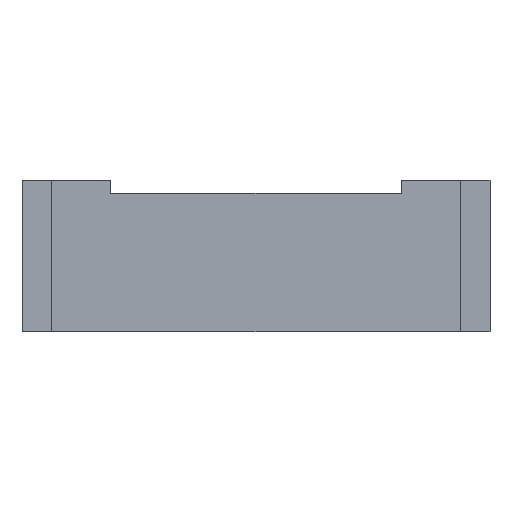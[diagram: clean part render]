
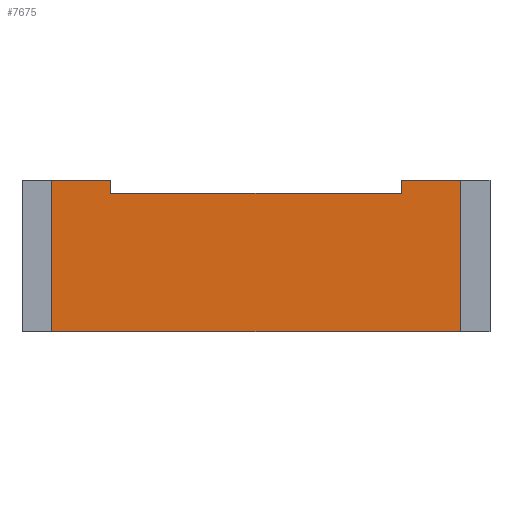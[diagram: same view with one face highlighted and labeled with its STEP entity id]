
A CAD part, front view. The second image highlights one B-rep face of the part: STEP entity #7675.
In plain terms, the highlighted planar face has unit normal (0, -1, 0).
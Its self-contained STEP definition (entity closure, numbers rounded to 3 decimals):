
#1159=FACE_OUTER_BOUND('',#1618,.T.);
#1618=EDGE_LOOP('',(#7033,#7034,#7035,#7036,#7037,#7038,#7039,#7040));
#1944=LINE('',#12128,#2616);
#1946=LINE('',#12134,#2618);
#1949=LINE('',#12139,#2621);
#1977=LINE('',#12203,#2649);
#2019=LINE('',#12475,#2691);
#2084=LINE('',#12605,#2756);
#2113=LINE('',#12758,#2785);
#2296=LINE('',#13235,#2968);
#2616=VECTOR('',#9821,10.);
#2618=VECTOR('',#9825,10.);
#2621=VECTOR('',#9830,10.);
#2649=VECTOR('',#9876,10.);
#2691=VECTOR('',#10116,10.);
#2756=VECTOR('',#10303,10.);
#2785=VECTOR('',#10436,10.);
#2968=VECTOR('',#10951,10.);
#3346=VERTEX_POINT('',#12122);
#3348=VERTEX_POINT('',#12126);
#3349=VERTEX_POINT('',#12130);
#3351=VERTEX_POINT('',#12133);
#3378=VERTEX_POINT('',#12201);
#3379=VERTEX_POINT('',#12202);
#3513=VERTEX_POINT('',#12603);
#3514=VERTEX_POINT('',#12604);
#4282=EDGE_CURVE('',#3348,#3346,#1944,.T.);
#4284=EDGE_CURVE('',#3349,#3351,#1946,.T.);
#4287=EDGE_CURVE('',#3346,#3349,#1949,.T.);
#4319=EDGE_CURVE('',#3378,#3379,#1977,.T.);
#4455=EDGE_CURVE('',#3379,#3348,#2019,.T.);
#4520=EDGE_CURVE('',#3513,#3514,#2084,.T.);
#4597=EDGE_CURVE('',#3514,#3351,#2113,.T.);
#4834=EDGE_CURVE('',#3378,#3513,#2296,.T.);
#7033=ORIENTED_EDGE('',*,*,#4834,.T.);
#7034=ORIENTED_EDGE('',*,*,#4520,.T.);
#7035=ORIENTED_EDGE('',*,*,#4597,.T.);
#7036=ORIENTED_EDGE('',*,*,#4284,.F.);
#7037=ORIENTED_EDGE('',*,*,#4287,.F.);
#7038=ORIENTED_EDGE('',*,*,#4282,.F.);
#7039=ORIENTED_EDGE('',*,*,#4455,.F.);
#7040=ORIENTED_EDGE('',*,*,#4319,.F.);
#7262=PLANE('',#8553);
#7675=ADVANCED_FACE('',(#1159),#7262,.T.);
#8553=AXIS2_PLACEMENT_3D('',#13234,#10949,#10950);
#9821=DIRECTION('',(0.,0.,-1.));
#9825=DIRECTION('',(0.,0.,1.));
#9830=DIRECTION('',(1.,0.,0.));
#9876=DIRECTION('',(0.,0.,1.));
#10116=DIRECTION('',(1.,0.,0.));
#10303=DIRECTION('',(0.,0.,1.));
#10436=DIRECTION('',(-1.,0.,0.));
#10949=DIRECTION('center_axis',(0.,-1.,0.));
#10950=DIRECTION('ref_axis',(1.,0.,0.));
#10951=DIRECTION('',(1.,0.,0.));
#12122=CARTESIAN_POINT('',(10.,-66.3,21.));
#12126=CARTESIAN_POINT('',(10.,-66.3,23.));
#12128=CARTESIAN_POINT('',(10.,-66.3,23.));
#12130=CARTESIAN_POINT('',(54.,-66.3,21.));
#12133=CARTESIAN_POINT('',(54.,-66.3,23.));
#12134=CARTESIAN_POINT('',(54.,-66.3,0.));
#12139=CARTESIAN_POINT('',(64.,-66.3,21.));
#12201=CARTESIAN_POINT('',(0.995,-66.3,0.));
#12202=CARTESIAN_POINT('',(0.995,-66.3,23.));
#12203=CARTESIAN_POINT('',(0.995,-66.3,17.25));
#12475=CARTESIAN_POINT('',(5.5,-66.3,23.));
#12603=CARTESIAN_POINT('',(63.005,-66.3,0.));
#12604=CARTESIAN_POINT('',(63.005,-66.3,23.));
#12605=CARTESIAN_POINT('',(63.005,-66.3,5.75));
#12758=CARTESIAN_POINT('',(58.5,-66.3,23.));
#13234=CARTESIAN_POINT('Origin',(5.5,-66.3,0.));
#13235=CARTESIAN_POINT('',(-3.5,-66.3,0.));
